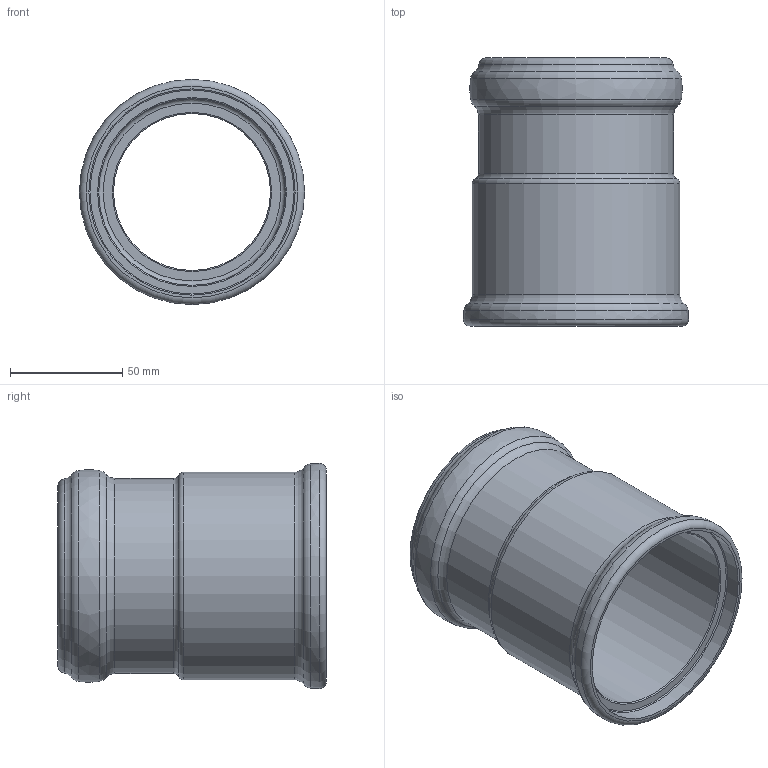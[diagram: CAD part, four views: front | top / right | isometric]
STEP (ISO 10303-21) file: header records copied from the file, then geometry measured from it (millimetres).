
FILE_DESCRIPTION(/* description */ (''),/* implementation_level */ '2;1');
FILE_NAME(/* name */ '333810 SKOLANsafeAM Aufsteckmuffe DN_OD 78.stp',/* time_stamp */ '2018-01-09T10:37:22+01:00',/* author */ ('user1'),/* organization */ (''),/* preprocessor_version */ 'ST-DEVELOPER v16.1',/* originating_system */ 'Autodesk Inventor 2016',/* authorisation */ '');
FILE_SCHEMA (('AUTOMOTIVE_DESIGN { 1 0 10303 214 3 1 1 }'));
Length unit declared in the file: millimetre
Products named in the file (1): 333810 SKOLANsafeAM Aufsteckmuffe DN_OD 78
Bounding box: 100.4 x 119.6 x 100.4 mm (x, y, z)
Volume: 156933.7 mm3; surface area: 72886.3 mm2
Topology: 1 solids, 1 shells, 37 faces, 77 edges, 44 vertices
Faces by surface type: torus 21, cylinder 8, plane 4, bspline 2, cone 2
Full cylindrical faces by diameter (mm): 70 x1, 78.4 x1, 78.7 x1, 83.2 x1, 87 x1, 87.6 x1, 92 x1, 92.6 x1
Entity records: 864 total; most frequent: CARTESIAN_POINT 178, DIRECTION 154, ORIENTED_EDGE 86, AXIS2_PLACEMENT_3D 77, EDGE_LOOP 72, EDGE_CURVE 43, CIRCLE 41, VERTEX_POINT 41
